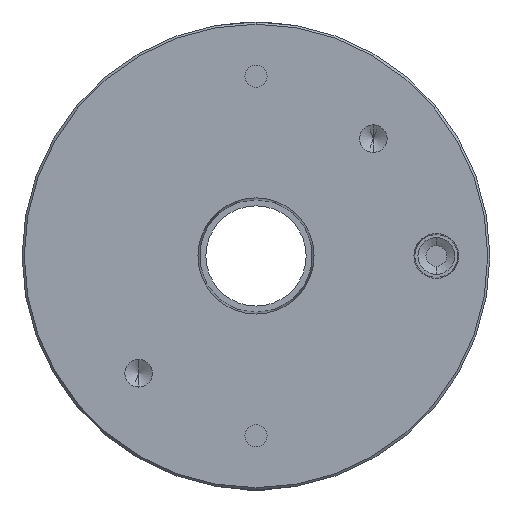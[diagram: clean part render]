
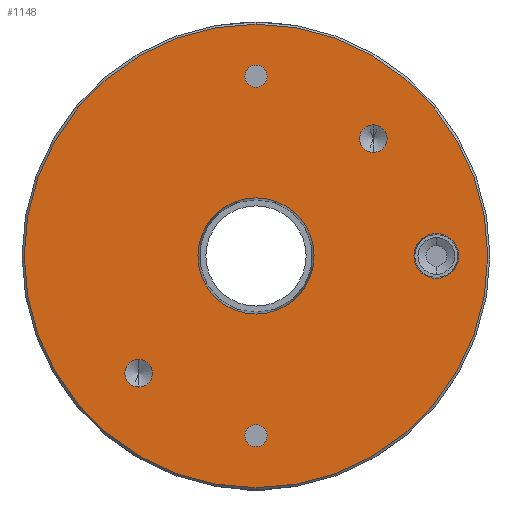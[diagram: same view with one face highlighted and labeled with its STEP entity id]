
A CAD part, front view. The second image highlights one B-rep face of the part: STEP entity #1148.
In plain terms, the highlighted planar face has unit normal (0, -1, 0).
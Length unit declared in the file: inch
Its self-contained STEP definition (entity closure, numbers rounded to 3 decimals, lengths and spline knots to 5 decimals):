
#65 = AXIS2_PLACEMENT_3D ( 'NONE', #2917, #4832, #5595 ) ;
#90 = AXIS2_PLACEMENT_3D ( 'NONE', #3191, #2727, #1297 ) ;
#196 = DIRECTION ( 'NONE',  ( 0., 0., -1. ) ) ;
#206 = EDGE_LOOP ( 'NONE', ( #1286, #2183 ) ) ;
#284 = CARTESIAN_POINT ( 'NONE',  ( -1.06066, -1.491, -1.06066 ) ) ;
#304 = EDGE_CURVE ( 'NONE', #3778, #5051, #476, .T. ) ;
#322 = DIRECTION ( 'NONE',  ( 0., 0., -1. ) ) ;
#333 = CARTESIAN_POINT ( 'NONE',  ( 1.63, -1.491, -0.2025 ) ) ;
#354 = DIRECTION ( 'NONE',  ( 0., -1., 0. ) ) ;
#421 = CARTESIAN_POINT ( 'NONE',  ( 1.63, -1.491, 0. ) ) ;
#465 = CIRCLE ( 'NONE', #5317, 0.125 ) ;
#476 = CIRCLE ( 'NONE', #2830, 0.1005 ) ;
#496 = EDGE_LOOP ( 'NONE', ( #1890, #2494 ) ) ;
#504 = AXIS2_PLACEMENT_3D ( 'NONE', #1663, #5731, #4403 ) ;
#564 = EDGE_CURVE ( 'NONE', #4715, #3816, #465, .T. ) ;
#573 = CIRCLE ( 'NONE', #868, 0.125 ) ;
#580 = VERTEX_POINT ( 'NONE', #2749 ) ;
#679 = DIRECTION ( 'NONE',  ( 0., -1., 0. ) ) ;
#726 = VERTEX_POINT ( 'NONE', #998 ) ;
#755 = VERTEX_POINT ( 'NONE', #1940 ) ;
#813 = CARTESIAN_POINT ( 'NONE',  ( 0., -1.491, 1.5245 ) ) ;
#862 = DIRECTION ( 'NONE',  ( 0., -1., 0. ) ) ;
#868 = AXIS2_PLACEMENT_3D ( 'NONE', #2215, #5481, #4054 ) ;
#896 = EDGE_LOOP ( 'NONE', ( #4095, #4684 ) ) ;
#900 = EDGE_CURVE ( 'NONE', #1649, #726, #2562, .T. ) ;
#946 = CARTESIAN_POINT ( 'NONE',  ( 0., -1.491, -1.7255 ) ) ;
#982 = FACE_BOUND ( 'NONE', #2065, .T. ) ;
#997 = CIRCLE ( 'NONE', #3197, 0.2025 ) ;
#998 = CARTESIAN_POINT ( 'NONE',  ( 0., -1.491, -0.52499 ) ) ;
#1012 = EDGE_CURVE ( 'NONE', #1457, #2220, #2832, .T. ) ;
#1109 = CARTESIAN_POINT ( 'NONE',  ( -1.06066, -1.491, -1.18566 ) ) ;
#1120 = ORIENTED_EDGE ( 'NONE', *, *, #5913, .F. ) ;
#1121 = DIRECTION ( 'NONE',  ( 0., -1., 0. ) ) ;
#1148 = ADVANCED_FACE ( 'NONE', ( #2322, #3710, #1904, #5540, #5094, #982, #2805 ), #5901, .T. ) ;
#1165 = EDGE_CURVE ( 'NONE', #1170, #3774, #573, .T. ) ;
#1170 = VERTEX_POINT ( 'NONE', #1394 ) ;
#1286 = ORIENTED_EDGE ( 'NONE', *, *, #564, .F. ) ;
#1297 = DIRECTION ( 'NONE',  ( 0., 0., -1. ) ) ;
#1300 = EDGE_CURVE ( 'NONE', #3774, #1170, #2843, .T. ) ;
#1315 = AXIS2_PLACEMENT_3D ( 'NONE', #2026, #1121, #1996 ) ;
#1394 = CARTESIAN_POINT ( 'NONE',  ( 1.06066, -1.491, 0.93566 ) ) ;
#1457 = VERTEX_POINT ( 'NONE', #333 ) ;
#1550 = VERTEX_POINT ( 'NONE', #813 ) ;
#1564 = CARTESIAN_POINT ( 'NONE',  ( 0., -1.491, 0. ) ) ;
#1649 = VERTEX_POINT ( 'NONE', #1916 ) ;
#1663 = CARTESIAN_POINT ( 'NONE',  ( 0., -1.491, 0. ) ) ;
#1799 = EDGE_CURVE ( 'NONE', #580, #4508, #4513, .T. ) ;
#1837 = DIRECTION ( 'NONE',  ( 0., 0., -1. ) ) ;
#1852 = DIRECTION ( 'NONE',  ( 0., 0., -1. ) ) ;
#1858 = CARTESIAN_POINT ( 'NONE',  ( 0., -1.491, -1.5245 ) ) ;
#1887 = CARTESIAN_POINT ( 'NONE',  ( 1.06066, -1.491, 1.18566 ) ) ;
#1890 = ORIENTED_EDGE ( 'NONE', *, *, #1165, .F. ) ;
#1904 = FACE_OUTER_BOUND ( 'NONE', #3230, .T. ) ;
#1916 = CARTESIAN_POINT ( 'NONE',  ( 0., -1.491, 0.52499 ) ) ;
#1934 = CIRCLE ( 'NONE', #3974, 0.52499 ) ;
#1940 = CARTESIAN_POINT ( 'NONE',  ( 0., -1.491, 1.7255 ) ) ;
#1983 = AXIS2_PLACEMENT_3D ( 'NONE', #3823, #5087, #2800 ) ;
#1996 = DIRECTION ( 'NONE',  ( 0., 0., -1. ) ) ;
#2026 = CARTESIAN_POINT ( 'NONE',  ( 1.63, -1.491, 0. ) ) ;
#2028 = DIRECTION ( 'NONE',  ( 0., -1., 0. ) ) ;
#2065 = EDGE_LOOP ( 'NONE', ( #2826, #1120 ) ) ;
#2098 = ORIENTED_EDGE ( 'NONE', *, *, #5593, .F. ) ;
#2183 = ORIENTED_EDGE ( 'NONE', *, *, #4380, .F. ) ;
#2198 = CARTESIAN_POINT ( 'NONE',  ( 0., -1.491, -1.625 ) ) ;
#2215 = CARTESIAN_POINT ( 'NONE',  ( 1.06066, -1.491, 1.06066 ) ) ;
#2220 = VERTEX_POINT ( 'NONE', #3450 ) ;
#2286 = DIRECTION ( 'NONE',  ( 0., 0., -1. ) ) ;
#2322 = FACE_BOUND ( 'NONE', #496, .T. ) ;
#2328 = CIRCLE ( 'NONE', #5888, 0.1005 ) ;
#2429 = AXIS2_PLACEMENT_3D ( 'NONE', #5516, #5466, #1837 ) ;
#2494 = ORIENTED_EDGE ( 'NONE', *, *, #1300, .F. ) ;
#2562 = CIRCLE ( 'NONE', #5921, 0.52499 ) ;
#2727 = DIRECTION ( 'NONE',  ( 0., -1., 0. ) ) ;
#2749 = CARTESIAN_POINT ( 'NONE',  ( 0., -1.491, -2.095 ) ) ;
#2800 = DIRECTION ( 'NONE',  ( 0., 0., -1. ) ) ;
#2805 = FACE_BOUND ( 'NONE', #896, .T. ) ;
#2826 = ORIENTED_EDGE ( 'NONE', *, *, #1012, .F. ) ;
#2830 = AXIS2_PLACEMENT_3D ( 'NONE', #2198, #4040, #2286 ) ;
#2832 = CIRCLE ( 'NONE', #1315, 0.2025 ) ;
#2843 = CIRCLE ( 'NONE', #1983, 0.125 ) ;
#2917 = CARTESIAN_POINT ( 'NONE',  ( 0., -1.491, -1.625 ) ) ;
#2930 = DIRECTION ( 'NONE',  ( 0., 0., -1. ) ) ;
#3008 = ORIENTED_EDGE ( 'NONE', *, *, #3992, .T. ) ;
#3119 = DIRECTION ( 'NONE',  ( 0., -1., 0. ) ) ;
#3170 = DIRECTION ( 'NONE',  ( 0., -1., 0. ) ) ;
#3191 = CARTESIAN_POINT ( 'NONE',  ( -2.115, -1.491, 0. ) ) ;
#3197 = AXIS2_PLACEMENT_3D ( 'NONE', #421, #862, #5789 ) ;
#3230 = EDGE_LOOP ( 'NONE', ( #3008, #3445 ) ) ;
#3327 = CIRCLE ( 'NONE', #4687, 0.125 ) ;
#3397 = CARTESIAN_POINT ( 'NONE',  ( 0., -1.491, 1.625 ) ) ;
#3445 = ORIENTED_EDGE ( 'NONE', *, *, #1799, .T. ) ;
#3450 = CARTESIAN_POINT ( 'NONE',  ( 1.63, -1.491, 0.2025 ) ) ;
#3471 = ORIENTED_EDGE ( 'NONE', *, *, #304, .F. ) ;
#3710 = FACE_BOUND ( 'NONE', #206, .T. ) ;
#3774 = VERTEX_POINT ( 'NONE', #1887 ) ;
#3778 = VERTEX_POINT ( 'NONE', #946 ) ;
#3816 = VERTEX_POINT ( 'NONE', #4386 ) ;
#3823 = CARTESIAN_POINT ( 'NONE',  ( 1.06066, -1.491, 1.06066 ) ) ;
#3974 = AXIS2_PLACEMENT_3D ( 'NONE', #1564, #679, #2930 ) ;
#3992 = EDGE_CURVE ( 'NONE', #4508, #580, #4574, .T. ) ;
#4040 = DIRECTION ( 'NONE',  ( 0., -1., 0. ) ) ;
#4054 = DIRECTION ( 'NONE',  ( 0., 0., -1. ) ) ;
#4095 = ORIENTED_EDGE ( 'NONE', *, *, #5867, .F. ) ;
#4114 = EDGE_CURVE ( 'NONE', #5051, #3778, #5214, .T. ) ;
#4206 = ORIENTED_EDGE ( 'NONE', *, *, #4114, .F. ) ;
#4267 = ORIENTED_EDGE ( 'NONE', *, *, #5125, .F. ) ;
#4299 = DIRECTION ( 'NONE',  ( 0., -1., 0. ) ) ;
#4380 = EDGE_CURVE ( 'NONE', #3816, #4715, #3327, .T. ) ;
#4386 = CARTESIAN_POINT ( 'NONE',  ( -1.06066, -1.491, -0.93566 ) ) ;
#4403 = DIRECTION ( 'NONE',  ( 0., 0., -1. ) ) ;
#4508 = VERTEX_POINT ( 'NONE', #5738 ) ;
#4513 = CIRCLE ( 'NONE', #504, 2.095 ) ;
#4574 = CIRCLE ( 'NONE', #2429, 2.095 ) ;
#4684 = ORIENTED_EDGE ( 'NONE', *, *, #900, .F. ) ;
#4687 = AXIS2_PLACEMENT_3D ( 'NONE', #284, #4299, #196 ) ;
#4700 = EDGE_LOOP ( 'NONE', ( #3471, #4206 ) ) ;
#4715 = VERTEX_POINT ( 'NONE', #1109 ) ;
#4718 = CIRCLE ( 'NONE', #5392, 0.1005 ) ;
#4793 = CARTESIAN_POINT ( 'NONE',  ( 0., -1.491, 0. ) ) ;
#4832 = DIRECTION ( 'NONE',  ( 0., -1., 0. ) ) ;
#4862 = EDGE_LOOP ( 'NONE', ( #2098, #4267 ) ) ;
#5051 = VERTEX_POINT ( 'NONE', #1858 ) ;
#5087 = DIRECTION ( 'NONE',  ( 0., -1., 0. ) ) ;
#5094 = FACE_BOUND ( 'NONE', #4862, .T. ) ;
#5125 = EDGE_CURVE ( 'NONE', #755, #1550, #2328, .T. ) ;
#5214 = CIRCLE ( 'NONE', #65, 0.1005 ) ;
#5238 = DIRECTION ( 'NONE',  ( 0., 0., -1. ) ) ;
#5257 = DIRECTION ( 'NONE',  ( 0., 0., -1. ) ) ;
#5317 = AXIS2_PLACEMENT_3D ( 'NONE', #5438, #354, #322 ) ;
#5341 = CARTESIAN_POINT ( 'NONE',  ( 0., -1.491, 1.625 ) ) ;
#5392 = AXIS2_PLACEMENT_3D ( 'NONE', #5341, #3170, #1852 ) ;
#5438 = CARTESIAN_POINT ( 'NONE',  ( -1.06066, -1.491, -1.06066 ) ) ;
#5466 = DIRECTION ( 'NONE',  ( 0., -1., 0. ) ) ;
#5481 = DIRECTION ( 'NONE',  ( 0., -1., 0. ) ) ;
#5516 = CARTESIAN_POINT ( 'NONE',  ( 0., -1.491, 0. ) ) ;
#5540 = FACE_BOUND ( 'NONE', #4700, .T. ) ;
#5593 = EDGE_CURVE ( 'NONE', #1550, #755, #4718, .T. ) ;
#5595 = DIRECTION ( 'NONE',  ( 0., 0., -1. ) ) ;
#5731 = DIRECTION ( 'NONE',  ( 0., -1., 0. ) ) ;
#5738 = CARTESIAN_POINT ( 'NONE',  ( 0., -1.491, 2.095 ) ) ;
#5789 = DIRECTION ( 'NONE',  ( 0., 0., -1. ) ) ;
#5867 = EDGE_CURVE ( 'NONE', #726, #1649, #1934, .T. ) ;
#5888 = AXIS2_PLACEMENT_3D ( 'NONE', #3397, #2028, #5238 ) ;
#5901 = PLANE ( 'NONE',  #90 ) ;
#5913 = EDGE_CURVE ( 'NONE', #2220, #1457, #997, .T. ) ;
#5921 = AXIS2_PLACEMENT_3D ( 'NONE', #4793, #3119, #5257 ) ;
